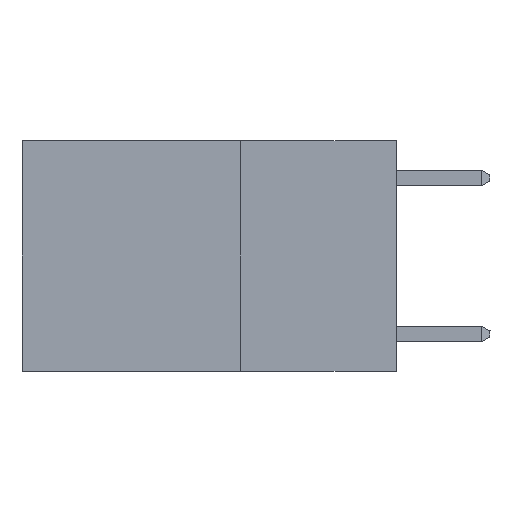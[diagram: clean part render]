
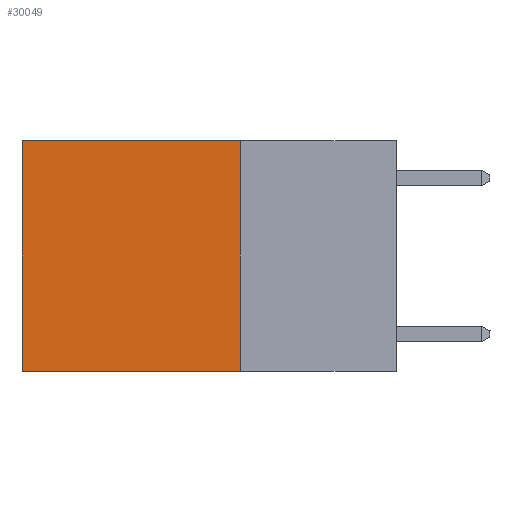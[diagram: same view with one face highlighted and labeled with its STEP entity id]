
A CAD part, left-side view. The second image highlights one B-rep face of the part: STEP entity #30049.
In plain terms, the highlighted planar face has unit normal (-1, 0, 0).
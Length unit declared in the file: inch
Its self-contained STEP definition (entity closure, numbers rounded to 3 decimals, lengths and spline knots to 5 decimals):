
#163 = EDGE_CURVE ( 'NONE', #18085, #10398, #12121, .T. ) ;
#663 = CARTESIAN_POINT ( 'NONE',  ( 0.2625, 0.25, 0. ) ) ;
#735 = CARTESIAN_POINT ( 'NONE',  ( 0.2625, 0.25, 0. ) ) ;
#1048 = CARTESIAN_POINT ( 'NONE',  ( 0.2625, 0.25, -0.37 ) ) ;
#2129 = DIRECTION ( 'NONE',  ( 0., 1., 0. ) ) ;
#3239 = PLANE ( 'NONE',  #31955 ) ;
#3278 = DIRECTION ( 'NONE',  ( 0., 1., 0. ) ) ;
#3353 = DIRECTION ( 'NONE',  ( 1., 0., 0. ) ) ;
#5920 = DIRECTION ( 'NONE',  ( 0., 0., -1. ) ) ;
#6809 = EDGE_CURVE ( 'NONE', #17722, #10398, #20487, .T. ) ;
#7039 = CARTESIAN_POINT ( 'NONE',  ( 0.2625, 0.25, 0. ) ) ;
#9125 = ORIENTED_EDGE ( 'NONE', *, *, #163, .T. ) ;
#9138 = VECTOR ( 'NONE', #3278, 39.37008 ) ;
#10398 = VERTEX_POINT ( 'NONE', #32218 ) ;
#10782 = EDGE_CURVE ( 'NONE', #29649, #17722, #12928, .T. ) ;
#12051 = VECTOR ( 'NONE', #23892, 39.37008 ) ;
#12121 = LINE ( 'NONE', #13666, #12051 ) ;
#12455 = CARTESIAN_POINT ( 'NONE',  ( 0.2625, 0.25, -0.37 ) ) ;
#12928 = LINE ( 'NONE', #21368, #20480 ) ;
#12938 = CARTESIAN_POINT ( 'NONE',  ( 0.2625, 0.6, 0. ) ) ;
#13666 = CARTESIAN_POINT ( 'NONE',  ( 0.2625, 0.6, 0. ) ) ;
#13707 = VECTOR ( 'NONE', #2129, 39.37008 ) ;
#14704 = FACE_OUTER_BOUND ( 'NONE', #16621, .T. ) ;
#15966 = LINE ( 'NONE', #663, #9138 ) ;
#16621 = EDGE_LOOP ( 'NONE', ( #9125, #29876, #17470, #24429 ) ) ;
#17470 = ORIENTED_EDGE ( 'NONE', *, *, #10782, .F. ) ;
#17722 = VERTEX_POINT ( 'NONE', #1048 ) ;
#18085 = VERTEX_POINT ( 'NONE', #12938 ) ;
#20480 = VECTOR ( 'NONE', #5920, 39.37008 ) ;
#20487 = LINE ( 'NONE', #12455, #13707 ) ;
#21309 = DIRECTION ( 'NONE',  ( 0., 0., -1. ) ) ;
#21368 = CARTESIAN_POINT ( 'NONE',  ( 0.2625, 0.25, 0. ) ) ;
#23892 = DIRECTION ( 'NONE',  ( 0., 0., -1. ) ) ;
#24429 = ORIENTED_EDGE ( 'NONE', *, *, #29364, .T. ) ;
#29364 = EDGE_CURVE ( 'NONE', #29649, #18085, #15966, .T. ) ;
#29649 = VERTEX_POINT ( 'NONE', #7039 ) ;
#29876 = ORIENTED_EDGE ( 'NONE', *, *, #6809, .F. ) ;
#30049 = ADVANCED_FACE ( 'NONE', ( #14704 ), #3239, .F. ) ;
#31955 = AXIS2_PLACEMENT_3D ( 'NONE', #735, #3353, #21309 ) ;
#32218 = CARTESIAN_POINT ( 'NONE',  ( 0.2625, 0.6, -0.37 ) ) ;
